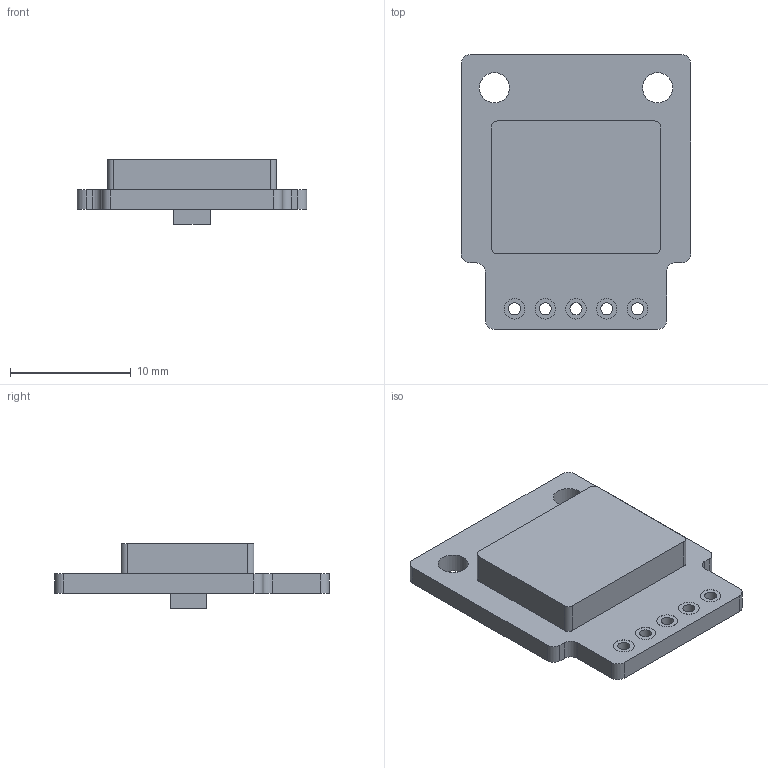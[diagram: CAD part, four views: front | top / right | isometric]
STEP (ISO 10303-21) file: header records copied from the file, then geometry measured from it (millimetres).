
FILE_DESCRIPTION(/* description */ (''),/* implementation_level */ '2;1');
FILE_NAME(/* name */ 'pimoroni haptic module.step',/* time_stamp */ '2022-10-10T02:08:01-05:00',/* author */ (''),/* organization */ (''),/* preprocessor_version */ 'ST-DEVELOPER v19',/* originating_system */ 'Autodesk Translation Framework v11.7.0.108',/* authorisation */ '');
FILE_SCHEMA (('AUTOMOTIVE_DESIGN { 1 0 10303 214 3 1 1 }'));
Length unit declared in the file: millimetre
Products named in the file (1): pimoroni haptic
Bounding box: 19 x 22.75 x 5.35 mm (x, y, z)
Volume: 1029.1 mm3; surface area: 1435.3 mm2
Topology: 3 solids, 3 shells, 61 faces, 135 edges, 90 vertices
Faces by surface type: plane 32, cylinder 29
Full cylindrical faces by diameter (mm): 1 x5, 1.7 x10, 2.5 x2
Entity records: 1827 total; most frequent: DIRECTION 317, CARTESIAN_POINT 287, ORIENTED_EDGE 270, EDGE_CURVE 135, AXIS2_PLACEMENT_3D 120, VERTEX_POINT 90, EDGE_LOOP 85, LINE 77
